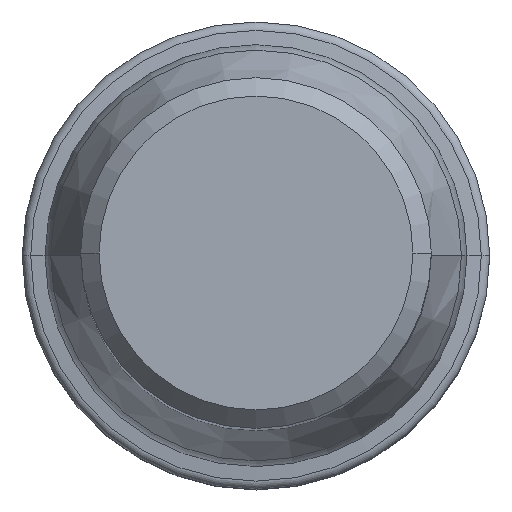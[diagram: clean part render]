
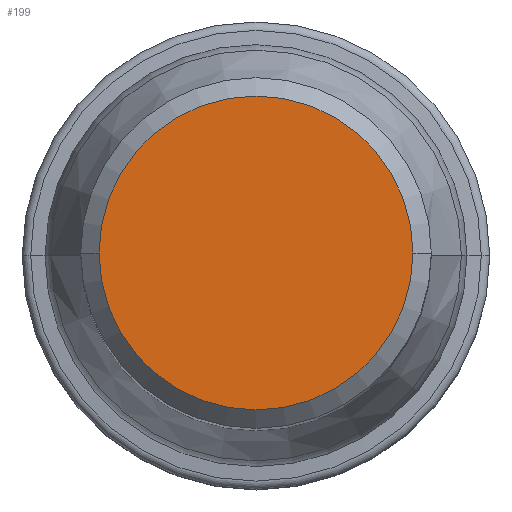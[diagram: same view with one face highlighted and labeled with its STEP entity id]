
A CAD part, top view. The second image highlights one B-rep face of the part: STEP entity #199.
In plain terms, the highlighted planar face has unit normal (0, 0, 1).
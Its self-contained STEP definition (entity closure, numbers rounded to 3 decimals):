
#134=FACE_OUTER_BOUND('',#270,.T.);
#199=ADVANCED_FACE('',(#134),#236,.F.);
#236=PLANE('',#1219);
#270=EDGE_LOOP('',(#426,#427));
#426=ORIENTED_EDGE('',*,*,#718,.T.);
#427=ORIENTED_EDGE('',*,*,#719,.T.);
#614=VERTEX_POINT('',#1983);
#615=VERTEX_POINT('',#1984);
#718=EDGE_CURVE('',#614,#615,#850,.T.);
#719=EDGE_CURVE('',#615,#614,#851,.T.);
#850=CIRCLE('',#1217,8.525);
#851=CIRCLE('',#1218,8.525);
#1217=AXIS2_PLACEMENT_3D('',#1982,#1508,#1509);
#1218=AXIS2_PLACEMENT_3D('',#1985,#1510,#1511);
#1219=AXIS2_PLACEMENT_3D('',#1986,#1512,#1513);
#1508=DIRECTION('',(0.,0.,1.));
#1509=DIRECTION('',(-1.,0.,0.));
#1510=DIRECTION('',(0.,0.,1.));
#1511=DIRECTION('',(1.,0.,0.));
#1512=DIRECTION('',(0.,0.,-1.));
#1513=DIRECTION('',(1.,0.,0.));
#1982=CARTESIAN_POINT('',(0.,0.,0.));
#1983=CARTESIAN_POINT('',(-8.525,0.,0.));
#1984=CARTESIAN_POINT('',(8.525,0.,0.));
#1985=CARTESIAN_POINT('',(0.,0.,0.));
#1986=CARTESIAN_POINT('',(0.,0.,0.));
